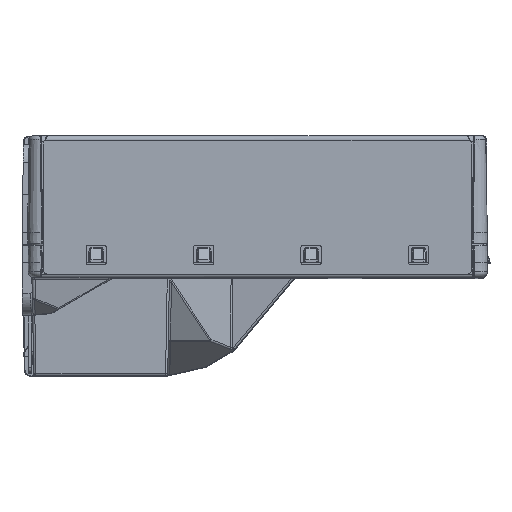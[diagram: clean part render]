
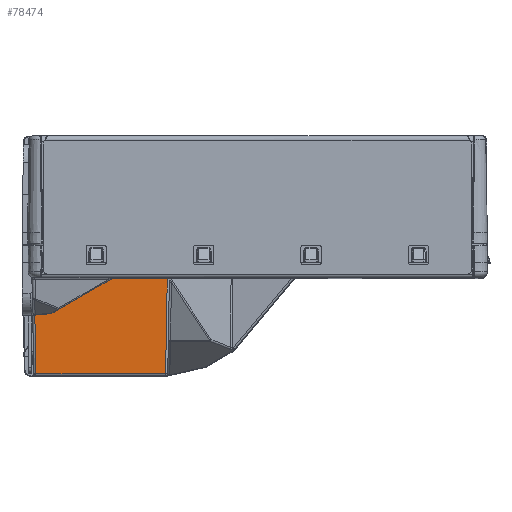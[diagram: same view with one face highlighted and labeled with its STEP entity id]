
A CAD part, top view. The second image highlights one B-rep face of the part: STEP entity #78474.
In plain terms, the highlighted planar face has unit normal (0, -0.018, 1).
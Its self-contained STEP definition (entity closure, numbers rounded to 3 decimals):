
#25148=CARTESIAN_POINT('',(-21.297,-15.103,-5.461));
#25149=VERTEX_POINT('',#25148);
#77014=CARTESIAN_POINT('',(-21.164,-6.003,-5.302));
#77015=VERTEX_POINT('',#77014);
#77022=CARTESIAN_POINT('',(-21.138,-6.003,-5.302));
#77023=VERTEX_POINT('',#77022);
#77024=CARTESIAN_POINT('',(-21.164,-6.003,-5.302));
#77025=DIRECTION('',(1.,0.,-0.));
#77026=VECTOR('',#77025,0.026);
#77027=LINE('',#77024,#77026);
#77028=EDGE_CURVE('NONE',#77015,#77023,#77027,.T.);
#77050=CARTESIAN_POINT('',(-21.297,-15.103,-5.461));
#77051=DIRECTION('',(0.017,1.,0.017));
#77052=VECTOR('',#77051,9.103);
#77053=LINE('',#77050,#77052);
#77054=EDGE_CURVE('NONE',#25149,#77023,#77053,.T.);
#77070=CARTESIAN_POINT('',(-33.371,-15.103,-5.461));
#77071=VERTEX_POINT('',#77070);
#77072=CARTESIAN_POINT('',(-33.371,-15.103,-5.461));
#77073=DIRECTION('',(1.,-0.,0.));
#77074=VECTOR('',#77073,12.075);
#77075=LINE('',#77072,#77074);
#77076=EDGE_CURVE('NONE',#77071,#25149,#77075,.T.);
#78292=CARTESIAN_POINT('',(-21.12,-4.312,-5.273));
#78293=VERTEX_POINT('',#78292);
#78301=CARTESIAN_POINT('',(-21.164,-6.003,-5.302));
#78302=DIRECTION('',(0.026,1.,0.017));
#78303=VECTOR('',#78302,1.693);
#78304=LINE('',#78301,#78303);
#78305=EDGE_CURVE('NONE',#77015,#78293,#78304,.T.);
#78434=CARTESIAN_POINT('',(0.,-3.,-5.25));
#78435=DIRECTION('',(-0.,-0.017,1.));
#78436=DIRECTION('',(0.,-1.,-0.017));
#78437=AXIS2_PLACEMENT_3D('',#78434,#78435,#78436);
#78438=PLANE('',#78437);
#78439=ORIENTED_EDGE('',*,*,#78305,.T.);
#78440=CARTESIAN_POINT('',(-21.123,-3.23,-5.225));
#78441=VERTEX_POINT('',#78440);
#78442=CARTESIAN_POINT('',(-21.12,-4.312,-5.273));
#78443=DIRECTION('',(0.005,1.,0.017));
#78444=VECTOR('',#78443,1.082);
#78445=LINE('',#78442,#78444);
#78446=EDGE_CURVE('NONE',#78293,#78441,#78445,.T.);
#78447=ORIENTED_EDGE('',*,*,#78446,.T.);
#78448=CARTESIAN_POINT('',(-21.085,-3.,-5.25));
#78449=VERTEX_POINT('',#78448);
#78450=CARTESIAN_POINT('',(-21.085,-3.,-5.25));
#78451=CARTESIAN_POINT('',(-21.152,-3.229,-5.254));
#78452=B_SPLINE_CURVE_WITH_KNOTS('',1,(#78450,#78451),.UNSPECIFIED.,.F.,.F.,(2,2),(0.,0.24),.UNSPECIFIED.);
#78453=EDGE_CURVE('NONE',#78449,#78441,#78452,.T.);
#78454=ORIENTED_EDGE('',*,*,#78453,.F.);
#78455=CARTESIAN_POINT('',(-33.583,-3.,-5.25));
#78456=VERTEX_POINT('',#78455);
#78457=CARTESIAN_POINT('',(-33.583,-3.,-5.25));
#78458=DIRECTION('',(1.,0.,-0.));
#78459=VECTOR('',#78458,12.497);
#78460=LINE('',#78457,#78459);
#78461=EDGE_CURVE('NONE',#78456,#78449,#78460,.T.);
#78462=ORIENTED_EDGE('',*,*,#78461,.F.);
#78463=CARTESIAN_POINT('',(-33.371,-15.103,-5.461));
#78464=DIRECTION('',(-0.017,1.,0.017));
#78465=VECTOR('',#78464,12.107);
#78466=LINE('',#78463,#78465);
#78467=EDGE_CURVE('NONE',#77071,#78456,#78466,.T.);
#78468=ORIENTED_EDGE('',*,*,#78467,.F.);
#78469=ORIENTED_EDGE('',*,*,#77076,.T.);
#78470=ORIENTED_EDGE('',*,*,#77054,.T.);
#78471=ORIENTED_EDGE('',*,*,#77028,.F.);
#78472=EDGE_LOOP('',(#78439,#78447,#78454,#78462,#78468,#78469,#78470,#78471));
#78473=FACE_BOUND('',#78472,.T.);
#78474=ADVANCED_FACE('NONE',(#78473),#78438,.T.);
